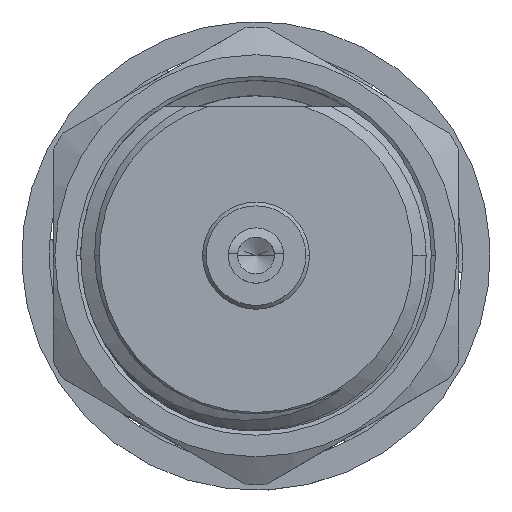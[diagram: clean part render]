
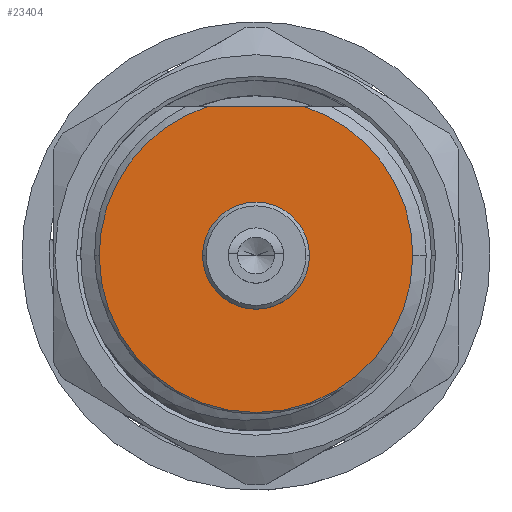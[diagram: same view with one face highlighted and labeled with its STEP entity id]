
A CAD part, top view. The second image highlights one B-rep face of the part: STEP entity #23404.
In plain terms, the highlighted planar face has unit normal (0, 0, 1).
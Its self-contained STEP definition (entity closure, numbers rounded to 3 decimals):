
#184 = VERTEX_POINT ( 'NONE', #12328 ) ;
#309 = CIRCLE ( 'NONE', #13505, 4.25 ) ;
#1131 = EDGE_CURVE ( 'NONE', #22127, #184, #3781, .T. ) ;
#1141 = AXIS2_PLACEMENT_3D ( 'NONE', #19764, #8625, #21622 ) ;
#1314 = DIRECTION ( 'NONE',  ( -1., 0., 0. ) ) ;
#2082 = DIRECTION ( 'NONE',  ( 0., 0., -1. ) ) ;
#2991 = VERTEX_POINT ( 'NONE', #14319 ) ;
#3045 = CARTESIAN_POINT ( 'NONE',  ( 0., 0., 0. ) ) ;
#3323 = ORIENTED_EDGE ( 'NONE', *, *, #1131, .F. ) ;
#3781 = CIRCLE ( 'NONE', #8228, 1.45 ) ;
#4015 = VERTEX_POINT ( 'NONE', #20199 ) ;
#4384 = FACE_BOUND ( 'NONE', #21709, .T. ) ;
#4745 = ORIENTED_EDGE ( 'NONE', *, *, #5649, .T. ) ;
#4845 = DIRECTION ( 'NONE',  ( 1., 0., 0. ) ) ;
#5649 = EDGE_CURVE ( 'NONE', #13567, #2991, #9423, .T. ) ;
#7330 = AXIS2_PLACEMENT_3D ( 'NONE', #23479, #12362, #1314 ) ;
#7518 = AXIS2_PLACEMENT_3D ( 'NONE', #18975, #7833, #20841 ) ;
#7833 = DIRECTION ( 'NONE',  ( 0., 0., 1. ) ) ;
#8228 = AXIS2_PLACEMENT_3D ( 'NONE', #3045, #15954, #4845 ) ;
#8625 = DIRECTION ( 'NONE',  ( 0., 0., 1. ) ) ;
#8789 = CARTESIAN_POINT ( 'NONE',  ( 0., 0., 0. ) ) ;
#9003 = VERTEX_POINT ( 'NONE', #11330 ) ;
#9423 = CIRCLE ( 'NONE', #7330, 4.25 ) ;
#10663 = DIRECTION ( 'NONE',  ( -1., 0., 0. ) ) ;
#11247 = CARTESIAN_POINT ( 'NONE',  ( -1.288, 4.05, 0. ) ) ;
#11330 = CARTESIAN_POINT ( 'NONE',  ( 1.288, 4.05, 0. ) ) ;
#11845 = CIRCLE ( 'NONE', #1141, 4.25 ) ;
#12069 = CARTESIAN_POINT ( 'NONE',  ( -1.45, 0., 0. ) ) ;
#12134 = DIRECTION ( 'NONE',  ( 1., 0., 0. ) ) ;
#12328 = CARTESIAN_POINT ( 'NONE',  ( 1.45, 0., 0. ) ) ;
#12362 = DIRECTION ( 'NONE',  ( 0., 0., 1. ) ) ;
#13135 = CARTESIAN_POINT ( 'NONE',  ( 0., 1.45, 0. ) ) ;
#13158 = ORIENTED_EDGE ( 'NONE', *, *, #16885, .F. ) ;
#13204 = ORIENTED_EDGE ( 'NONE', *, *, #18568, .F. ) ;
#13505 = AXIS2_PLACEMENT_3D ( 'NONE', #8789, #21775, #10663 ) ;
#13567 = VERTEX_POINT ( 'NONE', #11247 ) ;
#13700 = ORIENTED_EDGE ( 'NONE', *, *, #19873, .T. ) ;
#13987 = CARTESIAN_POINT ( 'NONE',  ( -2.846, 4.05, 0. ) ) ;
#14319 = CARTESIAN_POINT ( 'NONE',  ( -4.25, 0., 0. ) ) ;
#14989 = DIRECTION ( 'NONE',  ( -1., 0., 0. ) ) ;
#15954 = DIRECTION ( 'NONE',  ( 0., 0., 1. ) ) ;
#16789 = PLANE ( 'NONE',  #23703 ) ;
#16885 = EDGE_CURVE ( 'NONE', #184, #22127, #21053, .T. ) ;
#18568 = EDGE_CURVE ( 'NONE', #13567, #9003, #18674, .T. ) ;
#18674 = LINE ( 'NONE', #13987, #23002 ) ;
#18975 = CARTESIAN_POINT ( 'NONE',  ( 0., 0., 0. ) ) ;
#19764 = CARTESIAN_POINT ( 'NONE',  ( 0., 0., 0. ) ) ;
#19841 = EDGE_CURVE ( 'NONE', #2991, #4015, #11845, .T. ) ;
#19853 = EDGE_LOOP ( 'NONE', ( #4745, #22981, #13700, #13204 ) ) ;
#19873 = EDGE_CURVE ( 'NONE', #4015, #9003, #309, .T. ) ;
#20199 = CARTESIAN_POINT ( 'NONE',  ( 4.25, 0., 0. ) ) ;
#20841 = DIRECTION ( 'NONE',  ( 1., 0., 0. ) ) ;
#21053 = CIRCLE ( 'NONE', #7518, 1.45 ) ;
#21622 = DIRECTION ( 'NONE',  ( -1., 0., 0. ) ) ;
#21709 = EDGE_LOOP ( 'NONE', ( #3323, #13158 ) ) ;
#21775 = DIRECTION ( 'NONE',  ( 0., 0., 1. ) ) ;
#22127 = VERTEX_POINT ( 'NONE', #12069 ) ;
#22981 = ORIENTED_EDGE ( 'NONE', *, *, #19841, .T. ) ;
#23002 = VECTOR ( 'NONE', #12134, 1000. ) ;
#23404 = ADVANCED_FACE ( 'NONE', ( #23532, #4384 ), #16789, .F. ) ;
#23479 = CARTESIAN_POINT ( 'NONE',  ( 0., 0., 0. ) ) ;
#23532 = FACE_OUTER_BOUND ( 'NONE', #19853, .T. ) ;
#23703 = AXIS2_PLACEMENT_3D ( 'NONE', #13135, #2082, #14989 ) ;
